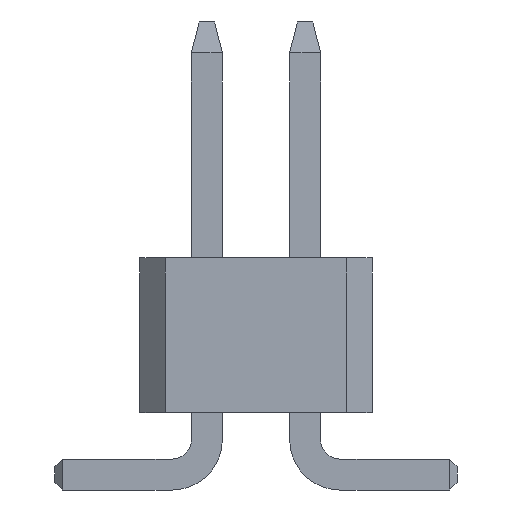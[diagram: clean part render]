
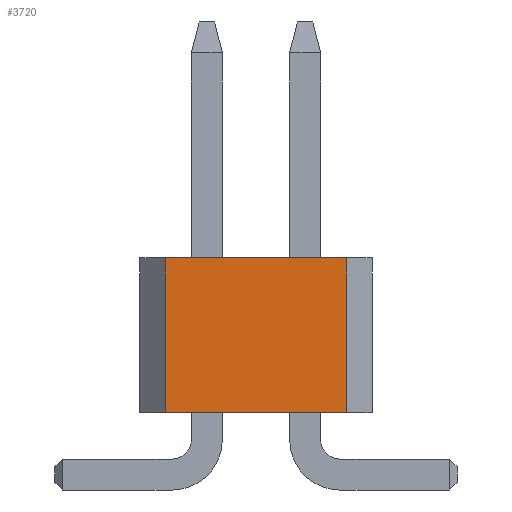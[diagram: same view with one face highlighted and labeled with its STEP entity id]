
A CAD part, front view. The second image highlights one B-rep face of the part: STEP entity #3720.
In plain terms, the highlighted planar face has unit normal (0, -1, 0).
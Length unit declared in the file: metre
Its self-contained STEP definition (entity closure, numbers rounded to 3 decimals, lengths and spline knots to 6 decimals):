
#940=ORIENTED_EDGE('',*,*,#1610,.T.);
#941=ORIENTED_EDGE('',*,*,#1378,.T.);
#942=ORIENTED_EDGE('',*,*,#1611,.F.);
#943=ORIENTED_EDGE('',*,*,#1486,.F.);
#1378=EDGE_CURVE('',#1852,#1851,#2218,.T.);
#1486=EDGE_CURVE('',#1950,#1951,#2326,.T.);
#1610=EDGE_CURVE('',#1950,#1852,#2450,.T.);
#1611=EDGE_CURVE('',#1951,#1851,#2451,.T.);
#1851=VERTEX_POINT('',#5437);
#1852=VERTEX_POINT('',#5439);
#1950=VERTEX_POINT('',#5646);
#1951=VERTEX_POINT('',#5648);
#2218=LINE('',#5438,#2722);
#2326=LINE('',#5647,#2830);
#2450=LINE('',#5876,#2954);
#2451=LINE('',#5877,#2955);
#2722=VECTOR('',#4371,1.);
#2830=VECTOR('',#4483,1.);
#2954=VECTOR('',#4783,1.);
#2955=VECTOR('',#4784,1.);
#3150=EDGE_LOOP('',(#940,#941,#942,#943));
#3370=FACE_BOUND('',#3150,.T.);
#3544=PLANE('',#3944);
#3720=ADVANCED_FACE('',(#3370),#3544,.T.);
#3944=AXIS2_PLACEMENT_3D('',#5875,#4781,#4782);
#4371=DIRECTION('',(-1.,0.,0.));
#4483=DIRECTION('',(-1.,0.,0.));
#4781=DIRECTION('',(0.,-1.,0.));
#4782=DIRECTION('',(0.,0.,-1.));
#4783=DIRECTION('',(0.,0.,1.));
#4784=DIRECTION('',(0.,0.,1.));
#5437=CARTESIAN_POINT('',(-0.001175,-0.006985,0.002));
#5438=CARTESIAN_POINT('',(0.,-0.006985,0.002));
#5439=CARTESIAN_POINT('',(0.001175,-0.006985,0.002));
#5646=CARTESIAN_POINT('',(0.001175,-0.006985,0.));
#5647=CARTESIAN_POINT('',(0.,-0.006985,0.));
#5648=CARTESIAN_POINT('',(-0.001175,-0.006985,0.));
#5875=CARTESIAN_POINT('',(0.,-0.006985,0.002));
#5876=CARTESIAN_POINT('',(0.001175,-0.006985,-0.013068));
#5877=CARTESIAN_POINT('',(-0.001175,-0.006985,-0.013068));
